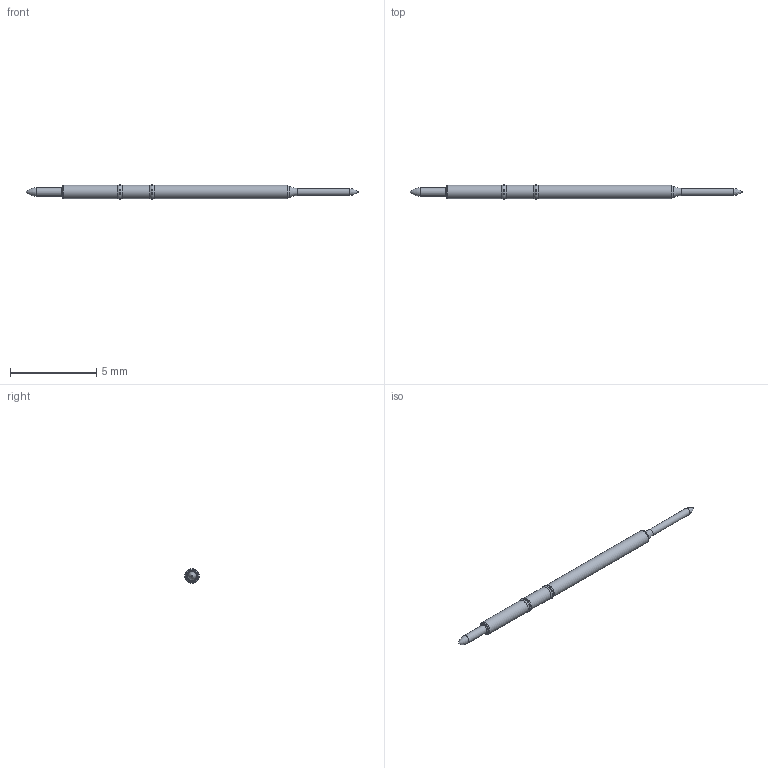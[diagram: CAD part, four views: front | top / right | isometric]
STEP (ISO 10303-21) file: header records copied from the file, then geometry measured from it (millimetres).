
FILE_DESCRIPTION (( 'STEP AP214' ), '1' );
FILE_NAME ('X39-TR-2.STEP', '2021-01-28T15:23:31', ( '' ), ( '' ), 'SwSTEP 2.0', 'SolidWorks 2020', '' );
FILE_SCHEMA (( 'AUTOMOTIVE_DESIGN' ));
Length unit declared in the file: inch
Products named in the file (1): X39-TR-2
Bounding box: 19.28 x 0.85 x 0.85 mm (x, y, z)
Volume: 7.2 mm3; surface area: 40.8 mm2
Topology: 1 solids, 1 shells, 21 faces, 40 edges, 22 vertices
Faces by surface type: cylinder 8, cone 5, torus 5, plane 3
Full cylindrical faces by diameter (mm): 0.025 x1, 0.406 x1, 0.49 x1, 0.782 x3, 0.853 x2
Entity records: 727 total; most frequent: DIRECTION 84, CARTESIAN_POINT 62, AXIS2_PLACEMENT_3D 42, ORIENTED_EDGE 40, EDGE_LOOP 40, FACE_OUTER_BOUND 34, LENGTH_MEASURE_WITH_UNIT 24, UNCERTAINTY_MEASURE_WITH_UNIT 24
